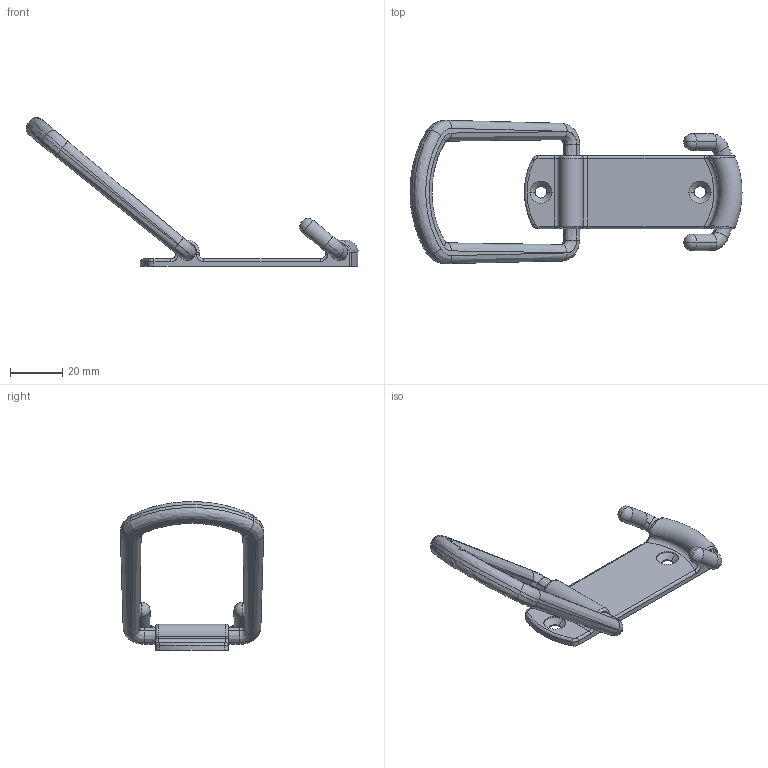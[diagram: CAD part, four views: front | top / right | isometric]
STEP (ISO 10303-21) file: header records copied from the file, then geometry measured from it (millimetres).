
FILE_DESCRIPTION(('Creo Elements/Direct Modeling STEP Export'),'2;1');
FILE_NAME('1821.stp','2018-12-18T10:36:15',(''),(''),'Creo Elements/Direct Modeling STEP processor for AP214 (Solid Model)','Creo Elements/Direct Modeling 20.0 12-Nov-2016 (C) Parametric Technology GmbH','');
FILE_SCHEMA(('AUTOMOTIVE_DESIGN { 1 0 10303 214 1 1 1 1 }'));
Length unit declared in the file: millimetre
Products named in the file (2): 1821
Assembly tree (1 placements, depth 2):
  1821
    1821
Bounding box: 127.35 x 55 x 57.04 mm (x, y, z)
Volume: 19248.3 mm3; surface area: 11127.1 mm2
Topology: 1 solids, 1 shells, 128 faces, 304 edges, 180 vertices
Faces by surface type: bspline 41, cylinder 30, extrusion 20, plane 19, torus 14, cone 4
Entity records: 7305 total; most frequent: CARTESIAN_POINT 4890, ORIENTED_EDGE 608, DIRECTION 336, EDGE_CURVE 304, VERTEX_POINT 180, EDGE_LOOP 136, FACE_OUTER_BOUND 128, ADVANCED_FACE 128
